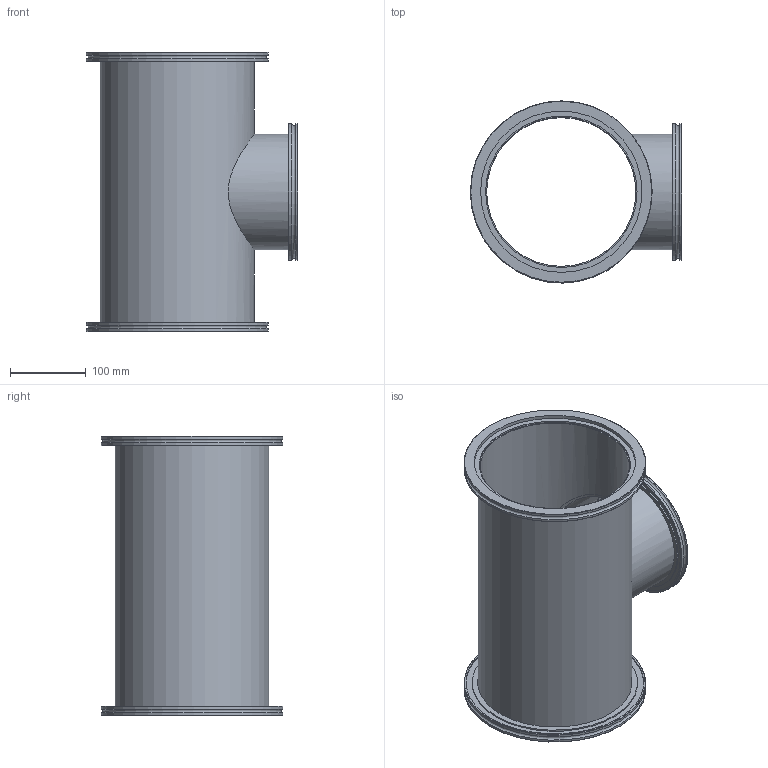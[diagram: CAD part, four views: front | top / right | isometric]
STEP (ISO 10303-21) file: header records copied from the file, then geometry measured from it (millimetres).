
FILE_DESCRIPTION(/* description */ (''),/* implementation_level */ '2;1');
FILE_NAME(/* name */ 'FL-RT200-160LF.stp',/* time_stamp */ '2019-01-25T11:42:48+00:00',/* author */ ('paul'),/* organization */ (''),/* preprocessor_version */ 'ST-DEVELOPER v17.2',/* originating_system */ 'Autodesk Inventor 2019',/* authorisation */ '');
FILE_SCHEMA (('AUTOMOTIVE_DESIGN { 1 0 10303 214 3 1 1 }'));
Length unit declared in the file: millimetre
Products named in the file (5): FL-RT200-160LF; Main tube; side tube; FL-200LF-W; FL-160LF-W
Assembly tree (5 placements, depth 2):
  FL-RT200-160LF
    Main tube
    side tube
    FL-200LF-W  x2
    FL-160LF-W
Bounding box: 278.8 x 240 x 368.4 mm (x, y, z)
Volume: 1062105.7 mm3; surface area: 612175.2 mm2
Topology: 5 solids, 5 shells, 55 faces, 140 edges, 104 vertices
Faces by surface type: cylinder 26, plane 20, cone 6, torus 3
Full cylindrical faces by diameter (mm): 146 x1, 146.5 x1, 152.4 x2, 153 x1, 163 x1, 175 x1, 180 x2, 197 x1, 200 x2, 203.2 x1, 204 x2, 213 x2, 218.3 x2, 235 x2, 240 x4
Entity records: 1717 total; most frequent: CARTESIAN_POINT 492, DIRECTION 250, ORIENTED_EDGE 200, AXIS2_PLACEMENT_3D 113, EDGE_CURVE 100, VERTEX_POINT 74, CIRCLE 64, EDGE_LOOP 54
